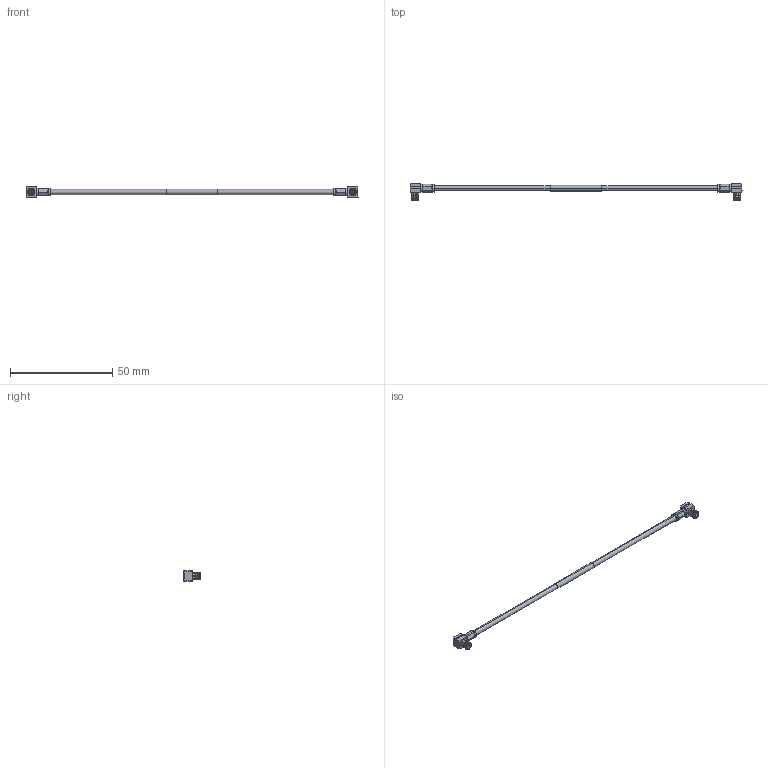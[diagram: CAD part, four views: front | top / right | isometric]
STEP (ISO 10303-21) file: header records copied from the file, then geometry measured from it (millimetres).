
FILE_DESCRIPTION (( 'STEP AP214' ), '1' );
FILE_NAME ('FMCA9841_3D.step', '2023-08-01T16:43:46', ( '' ), ( '' ), 'SwSTEP 2.0', 'SolidWorks 2022', '' );
FILE_SCHEMA (( 'AUTOMOTIVE_DESIGN' ));
Length unit declared in the file: inch
Products named in the file (3): Copy of RG316-BULK^FMCA9841; FMCA9841_3D; Copy of PE45867^FMCA9841
Assembly tree (3 placements, depth 2):
  FMCA9841_3D
    Copy of RG316-BULK^FMCA9841
    Copy of PE45867^FMCA9841  x2
Bounding box: 162.4 x 8.51 x 5 mm (x, y, z)
Volume: 1151.5 mm3; surface area: 2254.5 mm2
Topology: 5 solids, 5 shells, 438 faces, 1118 edges, 712 vertices
Faces by surface type: bspline 266, plane 142, cylinder 30
Entity records: 8676 total; most frequent: CARTESIAN_POINT 3958, ORIENTED_EDGE 1136, DIRECTION 692, EDGE_CURVE 568, VERTEX_POINT 362, EDGE_LOOP 236, AXIS2_PLACEMENT_3D 231, VECTOR 230
